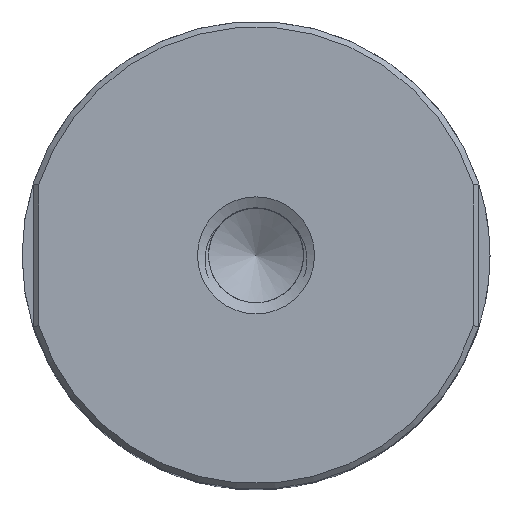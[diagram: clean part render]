
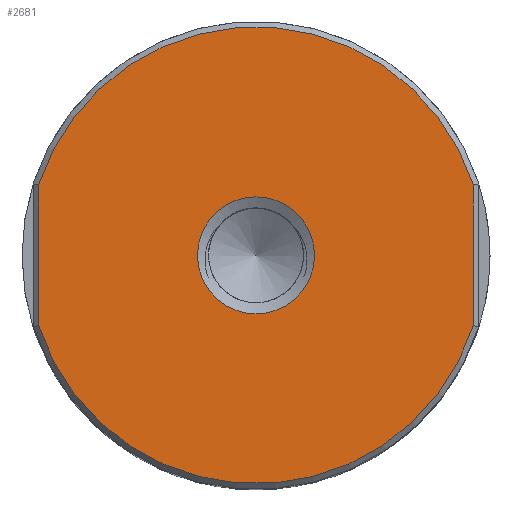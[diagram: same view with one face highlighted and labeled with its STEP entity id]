
A CAD part, top view. The second image highlights one B-rep face of the part: STEP entity #2681.
In plain terms, the highlighted planar face has unit normal (0, 0, 1).
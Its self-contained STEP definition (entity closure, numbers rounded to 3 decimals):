
#106=PLANE('',#2974);
#131=FACE_BOUND('',#425,.T.);
#261=FACE_OUTER_BOUND('',#424,.T.);
#424=EDGE_LOOP('',(#2254,#2255,#2256,#2257));
#425=EDGE_LOOP('',(#2258));
#517=CIRCLE('',#2967,20.5);
#519=CIRCLE('',#2970,20.5);
#520=CIRCLE('',#2975,5.25);
#823=LINE('',#11236,#957);
#826=LINE('',#11240,#960);
#957=VECTOR('',#3497,10.);
#960=VECTOR('',#3502,10.);
#1224=VERTEX_POINT('',#11209);
#1225=VERTEX_POINT('',#11214);
#1228=VERTEX_POINT('',#11224);
#1229=VERTEX_POINT('',#11229);
#1232=VERTEX_POINT('',#11248);
#1591=EDGE_CURVE('',#1224,#1225,#517,.T.);
#1595=EDGE_CURVE('',#1228,#1229,#519,.T.);
#1597=EDGE_CURVE('',#1225,#1228,#823,.T.);
#1600=EDGE_CURVE('',#1229,#1224,#826,.T.);
#1604=EDGE_CURVE('',#1232,#1232,#520,.T.);
#2254=ORIENTED_EDGE('',*,*,#1595,.F.);
#2255=ORIENTED_EDGE('',*,*,#1597,.F.);
#2256=ORIENTED_EDGE('',*,*,#1591,.F.);
#2257=ORIENTED_EDGE('',*,*,#1600,.F.);
#2258=ORIENTED_EDGE('',*,*,#1604,.T.);
#2681=ADVANCED_FACE('',(#261,#131),#106,.F.);
#2967=AXIS2_PLACEMENT_3D('',#11215,#3487,#3488);
#2970=AXIS2_PLACEMENT_3D('',#11230,#3493,#3494);
#2974=AXIS2_PLACEMENT_3D('',#11247,#3508,#3509);
#2975=AXIS2_PLACEMENT_3D('',#11249,#3510,#3511);
#3487=DIRECTION('center_axis',(0.,0.,
-1.));
#3488=DIRECTION('ref_axis',(-1.,0.,0.));
#3493=DIRECTION('center_axis',(0.,0.,
-1.));
#3494=DIRECTION('ref_axis',(-1.,0.,0.));
#3497=DIRECTION('',(0.,-1.,0.));
#3502=DIRECTION('',(0.,1.,0.));
#3508=DIRECTION('center_axis',(0.,0.,
-1.));
#3509=DIRECTION('ref_axis',(-1.,0.,0.));
#3510=DIRECTION('center_axis',(0.,0.,
-1.));
#3511=DIRECTION('ref_axis',(1.,0.,0.));
#11209=CARTESIAN_POINT('',(-27.546,16.158,-1.));
#11214=CARTESIAN_POINT('',(11.454,16.158,-1.));
#11215=CARTESIAN_POINT('Origin',(-8.046,9.834,-1.));
#11224=CARTESIAN_POINT('',(11.454,3.509,-1.));
#11229=CARTESIAN_POINT('',(-27.546,3.509,-1.));
#11230=CARTESIAN_POINT('Origin',(-8.046,9.834,-1.));
#11236=CARTESIAN_POINT('',(11.454,-3.083,-1.));
#11240=CARTESIAN_POINT('',(-27.546,21.417,-1.));
#11247=CARTESIAN_POINT('Origin',(-8.046,9.834,-1.));
#11248=CARTESIAN_POINT('',(-13.296,9.834,-1.));
#11249=CARTESIAN_POINT('Origin',(-8.046,9.834,-1.));
